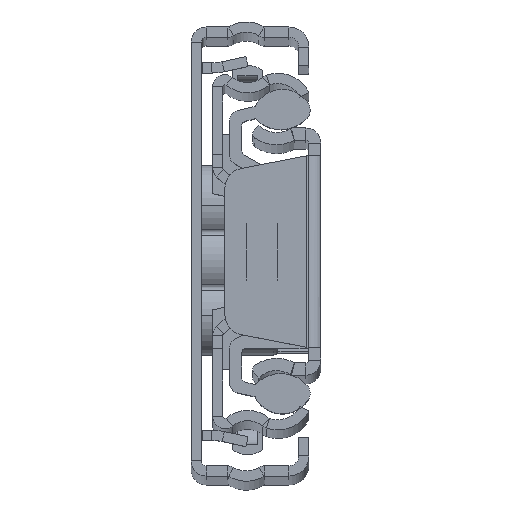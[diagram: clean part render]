
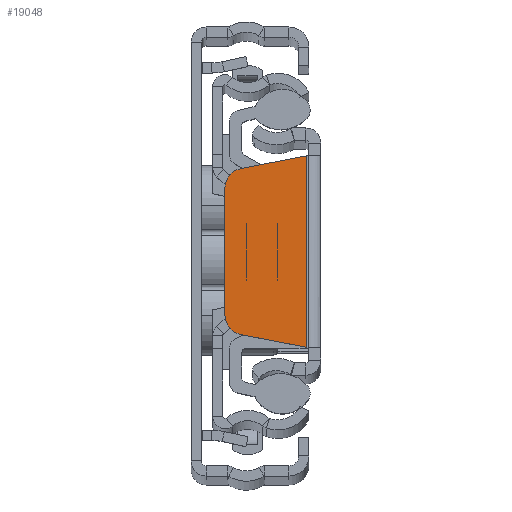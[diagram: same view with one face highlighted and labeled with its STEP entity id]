
A CAD part, top view. The second image highlights one B-rep face of the part: STEP entity #19048.
In plain terms, the highlighted planar face has unit normal (0, 0, 1).
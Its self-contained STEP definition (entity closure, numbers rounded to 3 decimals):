
#46 = VERTEX_POINT ( 'NONE', #8345 ) ;
#451 = FACE_OUTER_BOUND ( 'NONE', #9760, .T. ) ;
#570 = CARTESIAN_POINT ( 'NONE',  ( 0., 0., 0. ) ) ;
#882 = ORIENTED_EDGE ( 'NONE', *, *, #11968, .T. ) ;
#1346 = ORIENTED_EDGE ( 'NONE', *, *, #9587, .T. ) ;
#2946 = ORIENTED_EDGE ( 'NONE', *, *, #12105, .F. ) ;
#3239 = DIRECTION ( 'NONE',  ( -0.982, -0.189, 0. ) ) ;
#4303 = CARTESIAN_POINT ( 'NONE',  ( -9.401, -6.183, 0. ) ) ;
#4754 = ORIENTED_EDGE ( 'NONE', *, *, #21085, .T. ) ;
#4787 = VERTEX_POINT ( 'NONE', #4303 ) ;
#4942 = DIRECTION ( 'NONE',  ( -1., 0., 0. ) ) ;
#5232 = LINE ( 'NONE', #6551, #5909 ) ;
#5909 = VECTOR ( 'NONE', #3239, 1000. ) ;
#6551 = CARTESIAN_POINT ( 'NONE',  ( -1.786, 9.298, 0. ) ) ;
#6555 = EDGE_CURVE ( 'NONE', #7656, #6559, #14914, .T. ) ;
#6559 = VERTEX_POINT ( 'NONE', #9734 ) ;
#6912 = AXIS2_PLACEMENT_3D ( 'NONE', #570, #9550, #7751 ) ;
#7656 = VERTEX_POINT ( 'NONE', #23199 ) ;
#7751 = DIRECTION ( 'NONE',  ( -1., 0., 0. ) ) ;
#8345 = CARTESIAN_POINT ( 'NONE',  ( -7.778, 8.147, 0. ) ) ;
#8443 = LINE ( 'NONE', #22930, #20659 ) ;
#8572 = VECTOR ( 'NONE', #16788, 1000. ) ;
#9417 = PLANE ( 'NONE',  #6912 ) ;
#9550 = DIRECTION ( 'NONE',  ( 0., 0., -1. ) ) ;
#9587 = EDGE_CURVE ( 'NONE', #20480, #46, #5232, .T. ) ;
#9734 = CARTESIAN_POINT ( 'NONE',  ( -1.36, -9.379, 0. ) ) ;
#9760 = EDGE_LOOP ( 'NONE', ( #4754, #882, #22179, #2946, #1346, #15964 ) ) ;
#11286 = AXIS2_PLACEMENT_3D ( 'NONE', #13171, #20561, #17166 ) ;
#11525 = VECTOR ( 'NONE', #12191, 1000. ) ;
#11968 = EDGE_CURVE ( 'NONE', #4787, #7656, #21396, .T. ) ;
#12105 = EDGE_CURVE ( 'NONE', #20480, #6559, #8443, .T. ) ;
#12191 = DIRECTION ( 'NONE',  ( 0., -1., 0. ) ) ;
#12468 = CARTESIAN_POINT ( 'NONE',  ( -1.36, 9.379, 0. ) ) ;
#13171 = CARTESIAN_POINT ( 'NONE',  ( -7.401, -6.183, 0. ) ) ;
#13266 = VERTEX_POINT ( 'NONE', #13755 ) ;
#13755 = CARTESIAN_POINT ( 'NONE',  ( -9.401, 6.183, 0. ) ) ;
#14914 = LINE ( 'NONE', #22074, #8572 ) ;
#15641 = DIRECTION ( 'NONE',  ( 0., -1., 0. ) ) ;
#15785 = DIRECTION ( 'NONE',  ( 0., 0., 1. ) ) ;
#15964 = ORIENTED_EDGE ( 'NONE', *, *, #19951, .T. ) ;
#16788 = DIRECTION ( 'NONE',  ( 0.982, -0.189, 0. ) ) ;
#17166 = DIRECTION ( 'NONE',  ( -1., 0., 0. ) ) ;
#19000 = AXIS2_PLACEMENT_3D ( 'NONE', #21410, #15785, #4942 ) ;
#19048 = ADVANCED_FACE ( 'NONE', ( #451 ), #9417, .F. ) ;
#19355 = CARTESIAN_POINT ( 'NONE',  ( -9.401, 0., 0. ) ) ;
#19951 = EDGE_CURVE ( 'NONE', #46, #13266, #21615, .T. ) ;
#20480 = VERTEX_POINT ( 'NONE', #12468 ) ;
#20561 = DIRECTION ( 'NONE',  ( 0., 0., 1. ) ) ;
#20659 = VECTOR ( 'NONE', #15641, 1000. ) ;
#21085 = EDGE_CURVE ( 'NONE', #13266, #4787, #22889, .T. ) ;
#21396 = CIRCLE ( 'NONE', #11286, 2. ) ;
#21410 = CARTESIAN_POINT ( 'NONE',  ( -7.401, 6.183, 0. ) ) ;
#21615 = CIRCLE ( 'NONE', #19000, 2. ) ;
#22074 = CARTESIAN_POINT ( 'NONE',  ( -1.786, -9.298, 0. ) ) ;
#22179 = ORIENTED_EDGE ( 'NONE', *, *, #6555, .T. ) ;
#22889 = LINE ( 'NONE', #19355, #11525 ) ;
#22930 = CARTESIAN_POINT ( 'NONE',  ( -1.36, -9.379, 0. ) ) ;
#23199 = CARTESIAN_POINT ( 'NONE',  ( -7.778, -8.147, 0. ) ) ;
